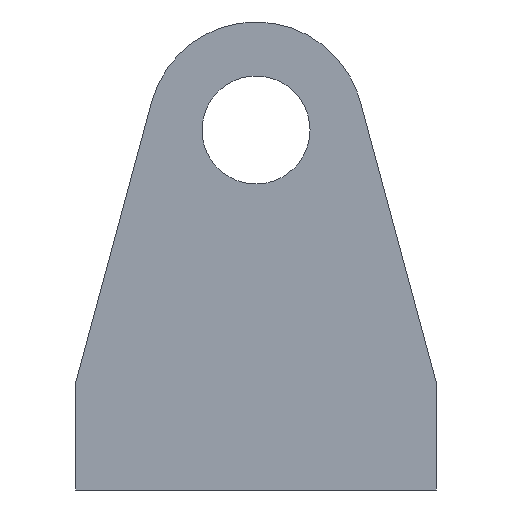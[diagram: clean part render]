
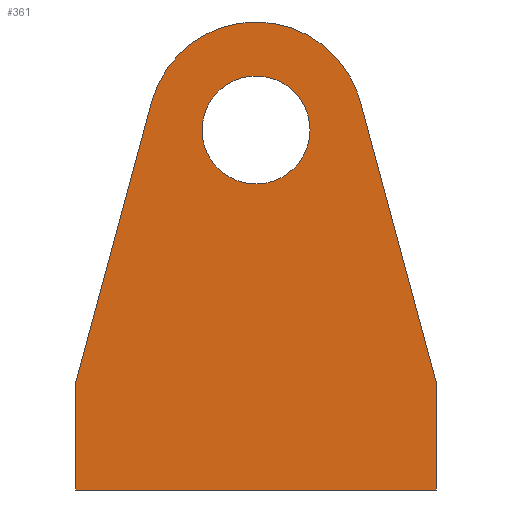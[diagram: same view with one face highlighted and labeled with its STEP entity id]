
A CAD part, left-side view. The second image highlights one B-rep face of the part: STEP entity #361.
In plain terms, the highlighted free-form (B-spline) face has degree [1, 1] with [2, 2] control points.
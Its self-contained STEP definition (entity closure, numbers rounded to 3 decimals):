
#81 = VERTEX_POINT('',#82);
#82 = CARTESIAN_POINT('',(-40.184,23.638,0.));
#87 = EDGE_CURVE('',#81,#88,#90,.T.);
#88 = VERTEX_POINT('',#89);
#89 = CARTESIAN_POINT('',(-40.184,23.638,
    14.183));
#90 = B_SPLINE_CURVE_WITH_KNOTS('',1,(#91,#92),.UNSPECIFIED.,.F.,.F.,(2,
    2),(-15.,0.),.PIECEWISE_BEZIER_KNOTS.);
#91 = CARTESIAN_POINT('',(-40.184,23.638,0.));
#92 = CARTESIAN_POINT('',(-40.184,23.638,
    14.183));
#156 = EDGE_CURVE('',#157,#159,#161,.T.);
#157 = VERTEX_POINT('',#158);
#158 = CARTESIAN_POINT('',(-40.184,-23.638,0.));
#159 = VERTEX_POINT('',#160);
#160 = CARTESIAN_POINT('',(-40.184,-23.638,
    14.183));
#161 = B_SPLINE_CURVE_WITH_KNOTS('',1,(#162,#163),.UNSPECIFIED.,.F.,.F.,
  (2,2),(0.,15.),.PIECEWISE_BEZIER_KNOTS.);
#162 = CARTESIAN_POINT('',(-40.184,-23.638,0.));
#163 = CARTESIAN_POINT('',(-40.184,-23.638,
    14.183));
#345 = EDGE_CURVE('',#346,#88,#348,.T.);
#346 = VERTEX_POINT('',#347);
#347 = CARTESIAN_POINT('',(-40.184,13.691,
    50.977));
#348 = B_SPLINE_CURVE_WITH_KNOTS('',1,(#349,#350),.UNSPECIFIED.,.F.,.F.,
  (2,2),(-24.982,15.329),.PIECEWISE_BEZIER_KNOTS.);
#349 = CARTESIAN_POINT('',(-40.184,13.691,
    50.977));
#350 = CARTESIAN_POINT('',(-40.184,23.638,
    14.183));
#361 = ADVANCED_FACE('',(#362,#385),#399,.T.);
#362 = FACE_BOUND('',#363,.T.);
#363 = EDGE_LOOP('',(#364,#365,#370,#371,#378,#384));
#364 = ORIENTED_EDGE('',*,*,#87,.F.);
#365 = ORIENTED_EDGE('',*,*,#366,.T.);
#366 = EDGE_CURVE('',#81,#157,#367,.T.);
#367 = B_SPLINE_CURVE_WITH_KNOTS('',1,(#368,#369),.UNSPECIFIED.,.F.,.F.,
  (2,2),(0.,50.),.PIECEWISE_BEZIER_KNOTS.);
#368 = CARTESIAN_POINT('',(-40.184,23.638,0.));
#369 = CARTESIAN_POINT('',(-40.184,-23.638,0.));
#370 = ORIENTED_EDGE('',*,*,#156,.T.);
#371 = ORIENTED_EDGE('',*,*,#372,.T.);
#372 = EDGE_CURVE('',#159,#373,#375,.T.);
#373 = VERTEX_POINT('',#374);
#374 = CARTESIAN_POINT('',(-40.184,-13.691,
    50.977));
#375 = B_SPLINE_CURVE_WITH_KNOTS('',1,(#376,#377),.UNSPECIFIED.,.F.,.F.,
  (2,2),(-35.485,4.827),.PIECEWISE_BEZIER_KNOTS.);
#376 = CARTESIAN_POINT('',(-40.184,-23.638,
    14.183));
#377 = CARTESIAN_POINT('',(-40.184,-13.691,
    50.977));
#378 = ORIENTED_EDGE('',*,*,#379,.F.);
#379 = EDGE_CURVE('',#346,#373,#380,.T.);
#380 = ( BOUNDED_CURVE() B_SPLINE_CURVE(2,(#381,#382,#383),
.UNSPECIFIED.,.F.,.F.) B_SPLINE_CURVE_WITH_KNOTS((3,3),(0.264,
2.878),.PIECEWISE_BEZIER_KNOTS.) CURVE() 
GEOMETRIC_REPRESENTATION_ITEM() RATIONAL_B_SPLINE_CURVE((1.,
0.261,1.)) REPRESENTATION_ITEM('') );
#381 = CARTESIAN_POINT('',(-40.184,13.691,
    50.977));
#382 = CARTESIAN_POINT('',(-40.184,0.,
    101.623));
#383 = CARTESIAN_POINT('',(-40.184,-13.691,
    50.977));
#384 = ORIENTED_EDGE('',*,*,#345,.T.);
#385 = FACE_BOUND('',#386,.T.);
#386 = EDGE_LOOP('',(#387));
#387 = ORIENTED_EDGE('',*,*,#388,.F.);
#388 = EDGE_CURVE('',#389,#389,#391,.T.);
#389 = VERTEX_POINT('',#390);
#390 = CARTESIAN_POINT('',(-40.184,-7.091,
    47.275));
#391 = ( BOUNDED_CURVE() B_SPLINE_CURVE(2,(#392,#393,#394,#395,#396,#397
,#398),.UNSPECIFIED.,.T.,.F.) B_SPLINE_CURVE_WITH_KNOTS((1,2,2,2,2,1),(
    -2.094,0.,2.094,4.189,6.283,
8.378),.UNSPECIFIED.) CURVE() GEOMETRIC_REPRESENTATION_ITEM() 
RATIONAL_B_SPLINE_CURVE((1.,0.5,1.,0.5,1.,0.5,1.)) REPRESENTATION_ITEM(
  '') );
#392 = CARTESIAN_POINT('',(-40.184,-7.091,
    47.275));
#393 = CARTESIAN_POINT('',(-40.184,-7.091,
    59.558));
#394 = CARTESIAN_POINT('',(-40.184,3.546,
    53.417));
#395 = CARTESIAN_POINT('',(-40.184,14.183,
    47.275));
#396 = CARTESIAN_POINT('',(-40.184,3.546,
    41.134));
#397 = CARTESIAN_POINT('',(-40.184,-7.091,
    34.993));
#398 = CARTESIAN_POINT('',(-40.184,-7.091,
    47.275));
#399 = B_SPLINE_SURFACE_WITH_KNOTS('',1,1,(
    (#400,#401)
    ,(#402,#403
    )),.UNSPECIFIED.,.F.,.F.,.F.,(2,2),(2,2),(-25.,40.),(-25.,
    25.),.PIECEWISE_BEZIER_KNOTS.);
#400 = CARTESIAN_POINT('',(-40.184,23.638,61.458
    ));
#401 = CARTESIAN_POINT('',(-40.184,-23.638,
    61.458));
#402 = CARTESIAN_POINT('',(-40.184,23.638,0.));
#403 = CARTESIAN_POINT('',(-40.184,-23.638,0.));
